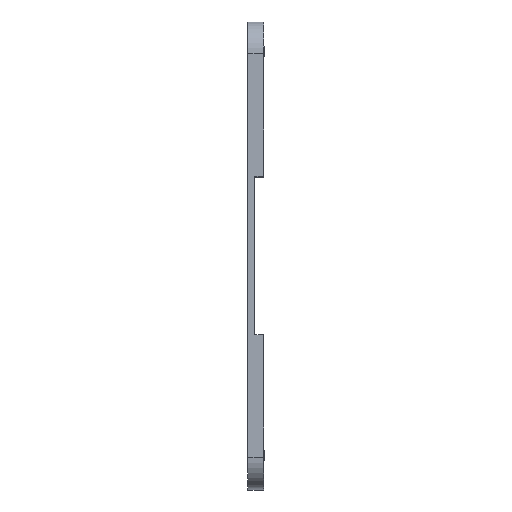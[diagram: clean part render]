
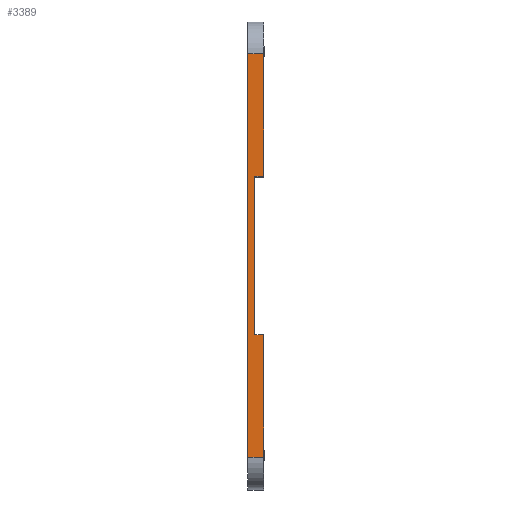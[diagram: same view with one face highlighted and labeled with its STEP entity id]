
A CAD part, top view. The second image highlights one B-rep face of the part: STEP entity #3389.
In plain terms, the highlighted planar face has unit normal (0, 0, 1).
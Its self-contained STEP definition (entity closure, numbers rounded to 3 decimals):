
#78=PLANE('',#3625);
#196=FACE_OUTER_BOUND('',#377,.T.);
#377=EDGE_LOOP('',(#2538,#2539,#2540,#2541,#2542,#2543,#2544,#2545));
#955=LINE('',#7207,#1155);
#957=LINE('',#7211,#1157);
#958=LINE('',#7213,#1158);
#959=LINE('',#7215,#1159);
#960=LINE('',#7217,#1160);
#961=LINE('',#7219,#1161);
#962=LINE('',#7221,#1162);
#963=LINE('',#7222,#1163);
#1155=VECTOR('',#4140,10.);
#1157=VECTOR('',#4144,10.);
#1158=VECTOR('',#4145,10.);
#1159=VECTOR('',#4146,10.);
#1160=VECTOR('',#4147,10.);
#1161=VECTOR('',#4148,10.);
#1162=VECTOR('',#4149,10.);
#1163=VECTOR('',#4150,10.);
#1486=VERTEX_POINT('',#7204);
#1487=VERTEX_POINT('',#7206);
#1488=VERTEX_POINT('',#7210);
#1489=VERTEX_POINT('',#7212);
#1490=VERTEX_POINT('',#7214);
#1491=VERTEX_POINT('',#7216);
#1492=VERTEX_POINT('',#7218);
#1493=VERTEX_POINT('',#7220);
#1912=EDGE_CURVE('',#1487,#1486,#955,.T.);
#1914=EDGE_CURVE('',#1488,#1487,#957,.T.);
#1915=EDGE_CURVE('',#1486,#1489,#958,.T.);
#1916=EDGE_CURVE('',#1489,#1490,#959,.T.);
#1917=EDGE_CURVE('',#1491,#1490,#960,.T.);
#1918=EDGE_CURVE('',#1492,#1491,#961,.T.);
#1919=EDGE_CURVE('',#1493,#1492,#962,.T.);
#1920=EDGE_CURVE('',#1493,#1488,#963,.T.);
#2538=ORIENTED_EDGE('',*,*,#1914,.T.);
#2539=ORIENTED_EDGE('',*,*,#1912,.T.);
#2540=ORIENTED_EDGE('',*,*,#1915,.T.);
#2541=ORIENTED_EDGE('',*,*,#1916,.T.);
#2542=ORIENTED_EDGE('',*,*,#1917,.F.);
#2543=ORIENTED_EDGE('',*,*,#1918,.F.);
#2544=ORIENTED_EDGE('',*,*,#1919,.F.);
#2545=ORIENTED_EDGE('',*,*,#1920,.T.);
#3389=ADVANCED_FACE('',(#196),#78,.T.);
#3625=AXIS2_PLACEMENT_3D('',#7209,#4142,#4143);
#4140=DIRECTION('',(0.,1.,0.));
#4142=DIRECTION('center_axis',(0.,0.,1.));
#4143=DIRECTION('ref_axis',(0.,1.,0.));
#4144=DIRECTION('',(-1.,0.,0.));
#4145=DIRECTION('',(1.,0.,0.));
#4146=DIRECTION('',(0.,1.,0.));
#4147=DIRECTION('',(1.,0.,0.));
#4148=DIRECTION('',(0.,1.,0.));
#4149=DIRECTION('',(-1.,0.,0.));
#4150=DIRECTION('',(0.,1.,0.));
#7204=CARTESIAN_POINT('',(-1.1,39.5,90.));
#7206=CARTESIAN_POINT('',(-1.1,19.5,90.));
#7207=CARTESIAN_POINT('',(-1.1,19.25,90.));
#7209=CARTESIAN_POINT('Origin',(0.,4.,90.));
#7210=CARTESIAN_POINT('',(0.,19.5,90.));
#7211=CARTESIAN_POINT('',(-0.4,19.5,90.));
#7212=CARTESIAN_POINT('',(0.,39.5,90.));
#7213=CARTESIAN_POINT('',(0.,39.5,90.));
#7214=CARTESIAN_POINT('',(0.,55.,90.));
#7215=CARTESIAN_POINT('',(0.,16.75,90.));
#7216=CARTESIAN_POINT('',(-2.,55.,90.));
#7217=CARTESIAN_POINT('',(0.,55.,90.));
#7218=CARTESIAN_POINT('',(-2.,4.,90.));
#7219=CARTESIAN_POINT('',(-2.,59.,90.));
#7220=CARTESIAN_POINT('',(0.,4.,90.));
#7221=CARTESIAN_POINT('',(0.,4.,90.));
#7222=CARTESIAN_POINT('',(0.,16.75,90.));
